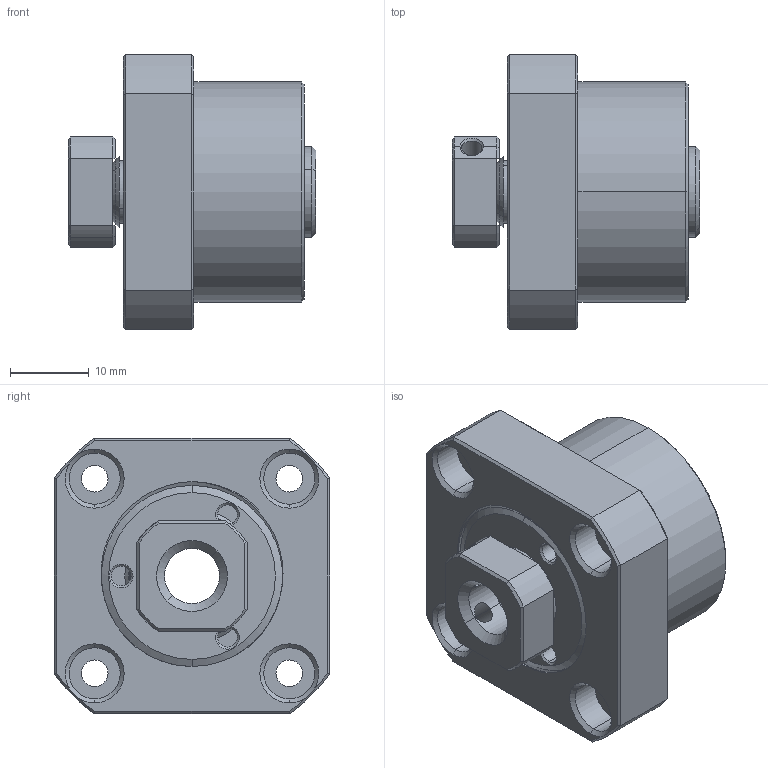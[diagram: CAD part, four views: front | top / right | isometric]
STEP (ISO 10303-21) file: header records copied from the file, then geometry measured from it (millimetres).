
FILE_DESCRIPTION(('HOOPS Exchange Step'),'2;1');
FILE_NAME('export-26483B43-DFDD-488F-902F-F1524857A770.stp','2024-05-16T12:23:37+02:00',('Gebruiker'),('Alibre'),'HOOPS Exchange 2023.0','Alibre','Unknown authorisation');
FILE_SCHEMA( ('AP242_MANAGED_MODEL_BASED_3D_ENGINEERING_MIM_LF {1 0 10303 442 1 1 4 }') );
Length unit declared in the file: millimetre
Products named in the file (1): 6848 FK08 Fixed Ballscrew Support Units (C3 quality) Mounting A
Bounding box: 31.5 x 35 x 35 mm (x, y, z)
Surface area: 7650.5 mm2 (no closed solid volume)
Topology: 0 solids, 7 shells, 162 faces, 403 edges, 249 vertices
Faces by surface type: cylinder 69, cone 48, plane 34, torus 6, bspline 5
Entity records: 5549 total; most frequent: CARTESIAN_POINT 1720, DIRECTION 824, ORIENTED_EDGE 740, EDGE_CURVE 403, AXIS2_PLACEMENT_3D 343, VERTEX_POINT 249, EDGE_LOOP 185, FACE_BOUND 185
